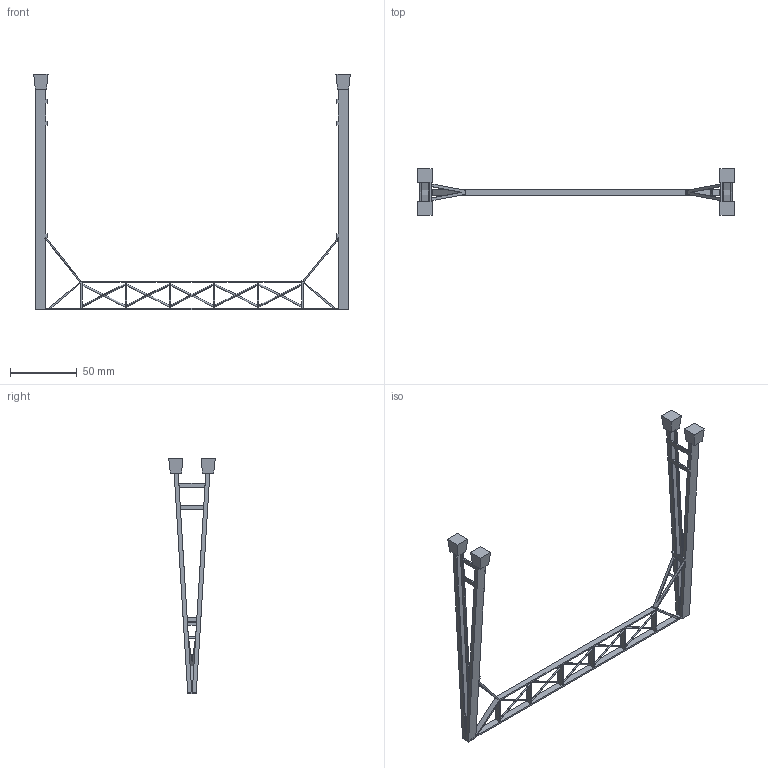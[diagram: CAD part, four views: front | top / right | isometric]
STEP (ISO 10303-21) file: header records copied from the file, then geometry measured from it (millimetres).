
FILE_DESCRIPTION((''),'2;1');
FILE_NAME('CAT','2022-07-07T08:00:53',('e765726'),(''),'CREO PARAMETRIC BY PTC INC, 2022024','CREO PARAMETRIC BY PTC INC, 2022024','');
FILE_SCHEMA(('CONFIG_CONTROL_DESIGN'));
Length unit declared in the file: inch
Products named in the file (1): CAT
Bounding box: 236.73 x 34.8 x 176.28 mm (x, y, z)
Volume: 17466 mm3; surface area: 28717 mm2
Topology: 4 solids, 4 shells, 191 faces, 601 edges, 418 vertices
Faces by surface type: plane 171, cylinder 20
Entity records: 6721 total; most frequent: CARTESIAN_POINT 1394, ORIENTED_EDGE 1132, DIRECTION 955, EDGE_CURVE 566, VECTOR 561, LINE 561, VERTEX_POINT 364, EDGE_LOOP 224
